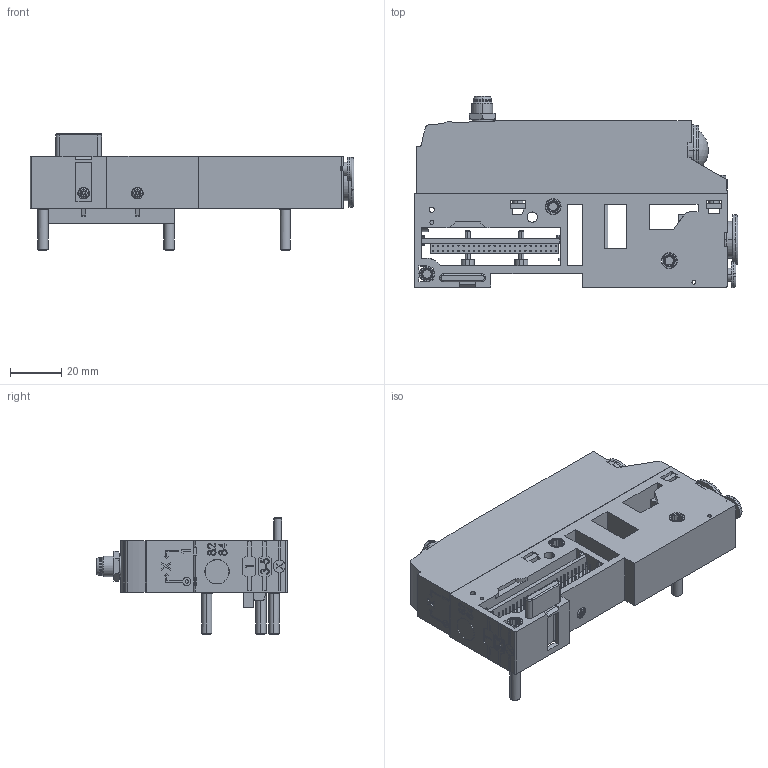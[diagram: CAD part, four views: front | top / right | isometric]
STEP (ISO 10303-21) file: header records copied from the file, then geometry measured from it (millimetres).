
FILE_DESCRIPTION (( 'STEP AP203' ), '1' );
FILE_NAME ('PAL-M12P.step', '2020-10-29T13:49:58', ( '' ), ( '' ), 'SwSTEP 2.0', 'SolidWorks 2019', '' );
FILE_SCHEMA (( 'CONFIG_CONTROL_DESIGN' ));
Length unit declared in the file: inch
Products named in the file (1): PAL-M12P
Bounding box: 125.8 x 74.3 x 45.3 mm (x, y, z)
Volume: 125355 mm3; surface area: 41908.7 mm2
Topology: 4 solids, 4 shells, 1548 faces, 4008 edges, 2642 vertices
Faces by surface type: plane 1041, cylinder 421, cone 60, torus 16, sphere 10
Entity records: 47642 total; most frequent: CARTESIAN_POINT 8815, ORIENTED_EDGE 8016, DIRECTION 7976, EDGE_CURVE 4008, LINE 2966, VECTOR 2966, VERTEX_POINT 2642, AXIS2_PLACEMENT_3D 2505
